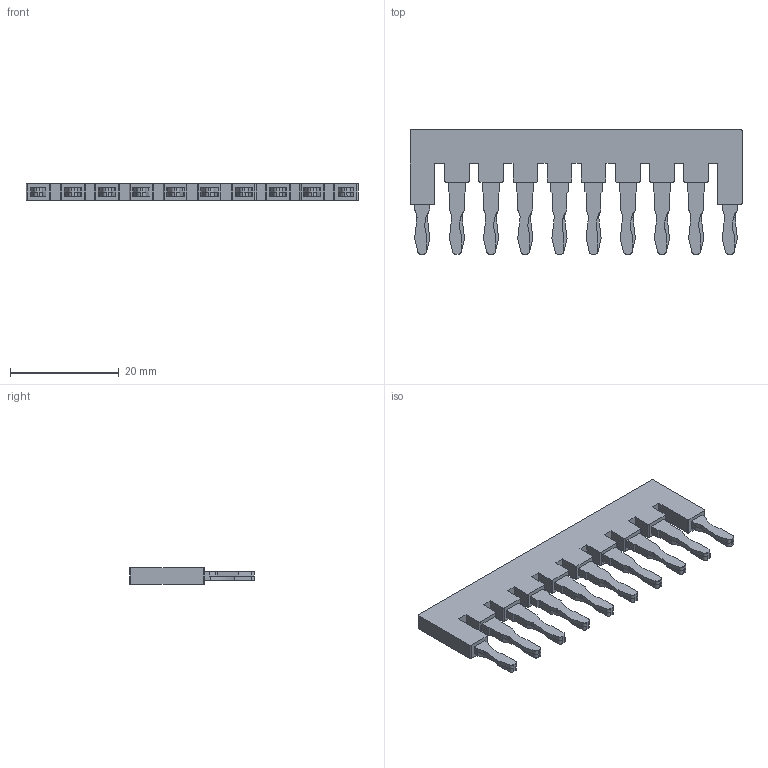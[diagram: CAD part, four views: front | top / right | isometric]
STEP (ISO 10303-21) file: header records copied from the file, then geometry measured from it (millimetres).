
FILE_DESCRIPTION(/* description */ (''),/* implementation_level */ '2;1');
FILE_NAME(/* name */ 'TJA6.2-10.stp',/* time_stamp */ '2021-08-12T10:44:07+08:00',/* author */ (''),/* organization */ (''),/* preprocessor_version */ 'ST-DEVELOPER v16.7',/* originating_system */ 'SIEMENS PLM Software NX 12.0',/* authorisation */ '');
FILE_SCHEMA (('AP203_CONFIGURATION_CONTROLLED_3D_DESIGN_OF_MECHANICAL_PARTS_AND_ASSEMBLIES_MIM_LF { 1 0 10303 403 2 1 2}'));
Length unit declared in the file: millimetre
Products named in the file (1): TJA6.2-3_stp
Bounding box: 61.2 x 23 x 3 mm (x, y, z)
Volume: 2160.4 mm3; surface area: 2793.4 mm2
Topology: 1 solids, 1 shells, 346 faces, 980 edges, 646 vertices
Faces by surface type: plane 244, cylinder 102
Entity records: 11266 total; most frequent: CARTESIAN_POINT 1973, ORIENTED_EDGE 1960, DIRECTION 1898, EDGE_CURVE 980, LINE 756, VECTOR 756, VERTEX_POINT 646, AXIS2_PLACEMENT_3D 571
